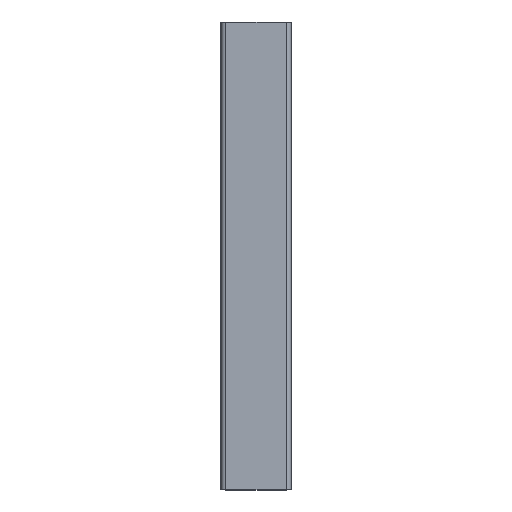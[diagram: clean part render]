
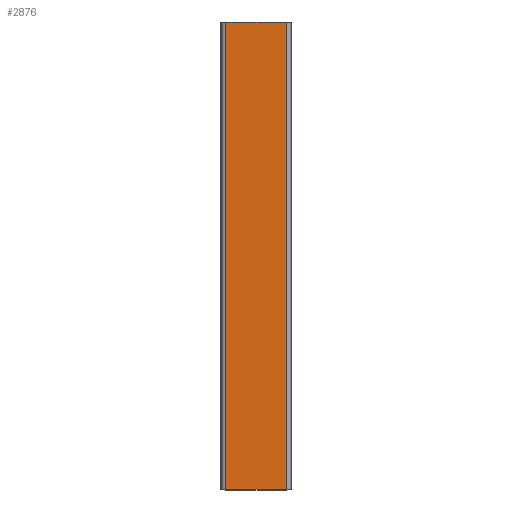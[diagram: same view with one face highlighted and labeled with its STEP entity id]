
A CAD part, top view. The second image highlights one B-rep face of the part: STEP entity #2876.
In plain terms, the highlighted planar face has unit normal (0, 0, 1).
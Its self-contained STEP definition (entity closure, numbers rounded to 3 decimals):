
#364=FACE_OUTER_BOUND('',#508,.T.);
#508=EDGE_LOOP('',(#2319,#2320,#2321,#2322));
#792=LINE('',#4779,#1078);
#793=LINE('',#4783,#1079);
#794=LINE('',#4785,#1080);
#795=LINE('',#4786,#1081);
#1078=VECTOR('',#3920,200.);
#1079=VECTOR('',#3925,26.);
#1080=VECTOR('',#3926,200.);
#1081=VECTOR('',#3927,26.);
#1363=VERTEX_POINT('',#4776);
#1364=VERTEX_POINT('',#4778);
#1365=VERTEX_POINT('',#4782);
#1366=VERTEX_POINT('',#4784);
#1769=EDGE_CURVE('',#1363,#1364,#792,.T.);
#1771=EDGE_CURVE('',#1363,#1365,#793,.T.);
#1772=EDGE_CURVE('',#1365,#1366,#794,.T.);
#1773=EDGE_CURVE('',#1364,#1366,#795,.T.);
#2319=ORIENTED_EDGE('',*,*,#1771,.T.);
#2320=ORIENTED_EDGE('',*,*,#1772,.T.);
#2321=ORIENTED_EDGE('',*,*,#1773,.F.);
#2322=ORIENTED_EDGE('',*,*,#1769,.F.);
#2741=PLANE('',#3144);
#2876=ADVANCED_FACE('',(#364),#2741,.T.);
#3144=AXIS2_PLACEMENT_3D('',#4781,#3923,#3924);
#3920=DIRECTION('',(0.,-1.,0.));
#3923=DIRECTION('center_axis',(0.,0.,1.));
#3924=DIRECTION('ref_axis',(1.,0.,0.));
#3925=DIRECTION('',(-1.,0.,0.));
#3926=DIRECTION('',(0.,-1.,0.));
#3927=DIRECTION('',(-1.,0.,0.));
#4776=CARTESIAN_POINT('',(13.,200.,15.));
#4778=CARTESIAN_POINT('',(13.,0.,15.));
#4779=CARTESIAN_POINT('',(13.,0.,15.));
#4781=CARTESIAN_POINT('Origin',(-13.,0.,15.));
#4782=CARTESIAN_POINT('',(-13.,200.,15.));
#4783=CARTESIAN_POINT('',(-6.5,200.,15.));
#4784=CARTESIAN_POINT('',(-13.,0.,15.));
#4785=CARTESIAN_POINT('',(-13.,0.,15.));
#4786=CARTESIAN_POINT('',(-6.5,0.,15.));
